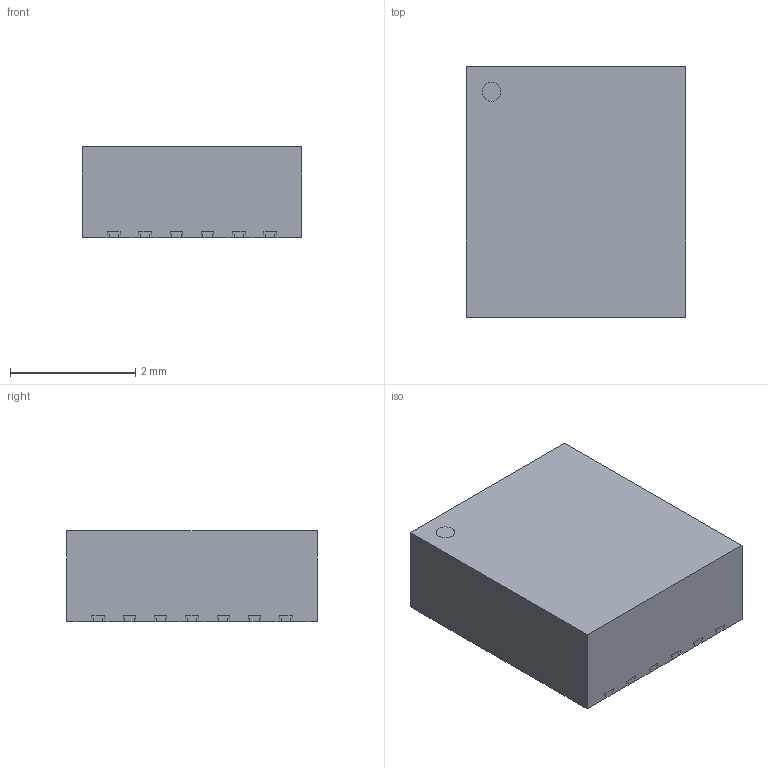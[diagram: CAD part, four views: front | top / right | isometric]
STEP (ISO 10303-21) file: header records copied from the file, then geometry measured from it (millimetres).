
FILE_DESCRIPTION(/* description */ ('','CAx-IF Rec.Pracs.---Representation and Presentation of Product Manufacturing Information (PMI)---4.0---2014-10-13'),/* implementation_level */ '2;1');
FILE_NAME(/* name */ 'RDJ0023A.step',/* time_stamp */ '2025-04-16T00:20:59+02:00',/* author */ (''),/* organization */ (''),/* preprocessor_version */ 'ST-DEVELOPER v20',/* originating_system */ 'Autodesk Translation Framework v13.20.0.188',/* authorisation */ '');
FILE_SCHEMA (('AP242_MANAGED_MODEL_BASED_3D_ENGINEERING_MIM_LF { 1 0 10303 442 1 1 4 }'));
Length unit declared in the file: millimetre
Products named in the file (3): RDJ0023A_ASM; FRAME; MOLD
Assembly tree (2 placements, depth 2):
  RDJ0023A_ASM
    FRAME
    MOLD
Bounding box: 3.5 x 4 x 1.46 mm (x, y, z)
Volume: 20.3 mm3; surface area: 66.7 mm2
Topology: 25 solids, 25 shells, 980 faces, 2683 edges, 1754 vertices
Faces by surface type: plane 725, cylinder 255
Full cylindrical faces by diameter (mm): 0.3 x1
Entity records: 30863 total; most frequent: CARTESIAN_POINT 5422, ORIENTED_EDGE 5366, DIRECTION 5163, EDGE_CURVE 2683, LINE 2173, VECTOR 2173, VERTEX_POINT 1754, AXIS2_PLACEMENT_3D 1495
